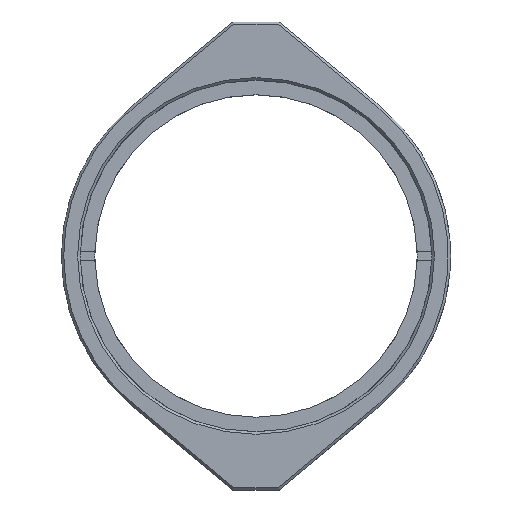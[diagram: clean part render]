
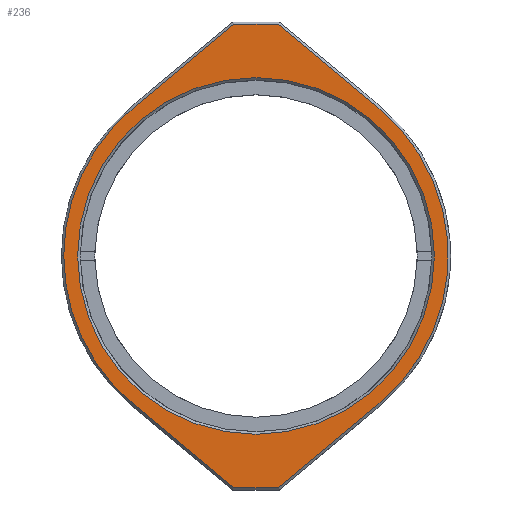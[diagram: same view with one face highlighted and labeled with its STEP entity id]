
A CAD part, top view. The second image highlights one B-rep face of the part: STEP entity #236.
In plain terms, the highlighted planar face has unit normal (0, 0, 1).
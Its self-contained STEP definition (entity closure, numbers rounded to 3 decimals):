
#32 = DIRECTION ( 'NONE',  ( 1., 0., 0. ) ) ;
#35 = DIRECTION ( 'NONE',  ( 1., 0., 0. ) ) ;
#36 = EDGE_CURVE ( 'NONE', #1097, #1857, #1438, .T. ) ;
#43 = CARTESIAN_POINT ( 'NONE',  ( 26.701, -32.095, 12.7 ) ) ;
#55 = CARTESIAN_POINT ( 'NONE',  ( -26.701, 32.095, 12.7 ) ) ;
#107 = PLANE ( 'NONE',  #608 ) ;
#132 = CARTESIAN_POINT ( 'NONE',  ( 4.68, 50.416, 12.7 ) ) ;
#156 = CARTESIAN_POINT ( 'NONE',  ( 0., 0., 12.7 ) ) ;
#178 = CARTESIAN_POINT ( 'NONE',  ( -4.68, -50.416, 12.7 ) ) ;
#195 = VECTOR ( 'NONE', #591, 1000. ) ;
#198 = CARTESIAN_POINT ( 'NONE',  ( -4.819, -50.3, 12.7 ) ) ;
#221 = CARTESIAN_POINT ( 'NONE',  ( -41.75, 0., 12.7 ) ) ;
#236 = ADVANCED_FACE ( 'NONE', ( #1369, #1249 ), #107, .T. ) ;
#287 = CARTESIAN_POINT ( 'NONE',  ( -38.729, 0., 12.7 ) ) ;
#297 = LINE ( 'NONE', #178, #1926 ) ;
#301 = CARTESIAN_POINT ( 'NONE',  ( 0., 0., 12.7 ) ) ;
#334 = CARTESIAN_POINT ( 'NONE',  ( 0., 0., 12.7 ) ) ;
#359 = ORIENTED_EDGE ( 'NONE', *, *, #561, .T. ) ;
#363 = VECTOR ( 'NONE', #1370, 1000. ) ;
#386 = EDGE_CURVE ( 'NONE', #986, #1097, #1520, .T. ) ;
#417 = CARTESIAN_POINT ( 'NONE',  ( 0., 0., 12.7 ) ) ;
#453 = EDGE_CURVE ( 'NONE', #947, #986, #506, .T. ) ;
#459 = EDGE_CURVE ( 'NONE', #1857, #686, #1274, .T. ) ;
#461 = DIRECTION ( 'NONE',  ( 0., 0., -1. ) ) ;
#491 = CARTESIAN_POINT ( 'NONE',  ( 26.701, 32.095, 12.7 ) ) ;
#506 = LINE ( 'NONE', #907, #363 ) ;
#531 = EDGE_CURVE ( 'NONE', #682, #777, #1664, .T. ) ;
#536 = DIRECTION ( 'NONE',  ( 0.769, 0.64, 0. ) ) ;
#561 = EDGE_CURVE ( 'NONE', #686, #1601, #297, .T. ) ;
#575 = DIRECTION ( 'NONE',  ( 0., 0., 1. ) ) ;
#591 = DIRECTION ( 'NONE',  ( -0.769, -0.64, 0. ) ) ;
#596 = ORIENTED_EDGE ( 'NONE', *, *, #1798, .T. ) ;
#608 = AXIS2_PLACEMENT_3D ( 'NONE', #417, #575, #869 ) ;
#636 = DIRECTION ( 'NONE',  ( 0., 0., -1. ) ) ;
#651 = LINE ( 'NONE', #132, #1150 ) ;
#660 = CARTESIAN_POINT ( 'NONE',  ( 0., 0., 12.7 ) ) ;
#682 = VERTEX_POINT ( 'NONE', #287 ) ;
#686 = VERTEX_POINT ( 'NONE', #1521 ) ;
#735 = ORIENTED_EDGE ( 'NONE', *, *, #1418, .T. ) ;
#766 = CARTESIAN_POINT ( 'NONE',  ( 0., 0., 12.7 ) ) ;
#777 = VERTEX_POINT ( 'NONE', #1960 ) ;
#857 = EDGE_CURVE ( 'NONE', #1379, #947, #651, .T. ) ;
#860 = AXIS2_PLACEMENT_3D ( 'NONE', #301, #1062, #1220 ) ;
#868 = LINE ( 'NONE', #1885, #1427 ) ;
#869 = DIRECTION ( 'NONE',  ( 1., 0., 0. ) ) ;
#874 = AXIS2_PLACEMENT_3D ( 'NONE', #660, #1412, #35 ) ;
#907 = CARTESIAN_POINT ( 'NONE',  ( -5., 50.3, 12.7 ) ) ;
#912 = ORIENTED_EDGE ( 'NONE', *, *, #1316, .T. ) ;
#947 = VERTEX_POINT ( 'NONE', #1500 ) ;
#986 = VERTEX_POINT ( 'NONE', #1140 ) ;
#990 = ORIENTED_EDGE ( 'NONE', *, *, #36, .T. ) ;
#1041 = LINE ( 'NONE', #1911, #1356 ) ;
#1062 = DIRECTION ( 'NONE',  ( 0., 0., 1. ) ) ;
#1081 = ORIENTED_EDGE ( 'NONE', *, *, #386, .T. ) ;
#1096 = DIRECTION ( 'NONE',  ( 0., 0., 1. ) ) ;
#1097 = VERTEX_POINT ( 'NONE', #55 ) ;
#1112 = AXIS2_PLACEMENT_3D ( 'NONE', #156, #636, #1225 ) ;
#1115 = VERTEX_POINT ( 'NONE', #1326 ) ;
#1140 = CARTESIAN_POINT ( 'NONE',  ( -4.819, 50.3, 12.7 ) ) ;
#1150 = VECTOR ( 'NONE', #1202, 1000. ) ;
#1202 = DIRECTION ( 'NONE',  ( -0.769, 0.64, 0. ) ) ;
#1220 = DIRECTION ( 'NONE',  ( 1., 0., 0. ) ) ;
#1225 = DIRECTION ( 'NONE',  ( 1., 0., 0. ) ) ;
#1249 = FACE_OUTER_BOUND ( 'NONE', #1286, .T. ) ;
#1274 = CIRCLE ( 'NONE', #860, 41.75 ) ;
#1286 = EDGE_LOOP ( 'NONE', ( #1724, #1452, #1081, #990, #1918, #359, #735, #596, #1663 ) ) ;
#1316 = EDGE_CURVE ( 'NONE', #777, #682, #1532, .T. ) ;
#1326 = CARTESIAN_POINT ( 'NONE',  ( 4.819, -50.3, 12.7 ) ) ;
#1356 = VECTOR ( 'NONE', #536, 1000. ) ;
#1369 = FACE_BOUND ( 'NONE', #1735, .T. ) ;
#1370 = DIRECTION ( 'NONE',  ( -1., 0., 0. ) ) ;
#1379 = VERTEX_POINT ( 'NONE', #491 ) ;
#1412 = DIRECTION ( 'NONE',  ( 0., 0., 1. ) ) ;
#1418 = EDGE_CURVE ( 'NONE', #1601, #1115, #868, .T. ) ;
#1427 = VECTOR ( 'NONE', #32, 1000. ) ;
#1438 = CIRCLE ( 'NONE', #1563, 41.75 ) ;
#1452 = ORIENTED_EDGE ( 'NONE', *, *, #453, .T. ) ;
#1500 = CARTESIAN_POINT ( 'NONE',  ( 4.819, 50.3, 12.7 ) ) ;
#1504 = AXIS2_PLACEMENT_3D ( 'NONE', #334, #461, #1815 ) ;
#1520 = LINE ( 'NONE', #1662, #195 ) ;
#1521 = CARTESIAN_POINT ( 'NONE',  ( -26.701, -32.095, 12.7 ) ) ;
#1527 = EDGE_CURVE ( 'NONE', #1530, #1379, #1965, .T. ) ;
#1530 = VERTEX_POINT ( 'NONE', #43 ) ;
#1532 = CIRCLE ( 'NONE', #1504, 38.729 ) ;
#1563 = AXIS2_PLACEMENT_3D ( 'NONE', #766, #1096, #1706 ) ;
#1601 = VERTEX_POINT ( 'NONE', #198 ) ;
#1653 = ORIENTED_EDGE ( 'NONE', *, *, #531, .T. ) ;
#1662 = CARTESIAN_POINT ( 'NONE',  ( -26.701, 32.095, 12.7 ) ) ;
#1663 = ORIENTED_EDGE ( 'NONE', *, *, #1527, .T. ) ;
#1664 = CIRCLE ( 'NONE', #1112, 38.729 ) ;
#1706 = DIRECTION ( 'NONE',  ( 1., 0., 0. ) ) ;
#1715 = DIRECTION ( 'NONE',  ( 0.769, -0.64, 0. ) ) ;
#1724 = ORIENTED_EDGE ( 'NONE', *, *, #857, .T. ) ;
#1735 = EDGE_LOOP ( 'NONE', ( #912, #1653 ) ) ;
#1798 = EDGE_CURVE ( 'NONE', #1115, #1530, #1041, .T. ) ;
#1815 = DIRECTION ( 'NONE',  ( 1., 0., 0. ) ) ;
#1857 = VERTEX_POINT ( 'NONE', #221 ) ;
#1885 = CARTESIAN_POINT ( 'NONE',  ( 5., -50.3, 12.7 ) ) ;
#1911 = CARTESIAN_POINT ( 'NONE',  ( 26.701, -32.095, 12.7 ) ) ;
#1918 = ORIENTED_EDGE ( 'NONE', *, *, #459, .T. ) ;
#1926 = VECTOR ( 'NONE', #1715, 1000. ) ;
#1960 = CARTESIAN_POINT ( 'NONE',  ( 38.729, 0., 12.7 ) ) ;
#1965 = CIRCLE ( 'NONE', #874, 41.75 ) ;
